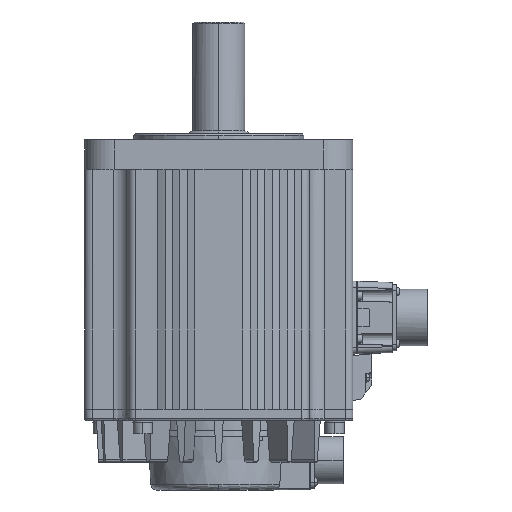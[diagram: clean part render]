
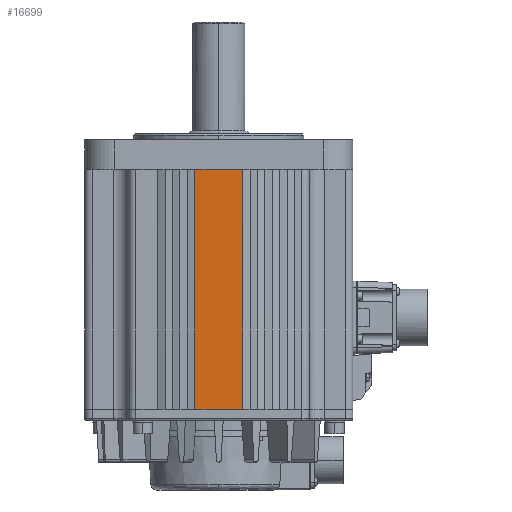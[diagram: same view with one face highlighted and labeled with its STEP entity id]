
A CAD part, left-side view. The second image highlights one B-rep face of the part: STEP entity #16699.
In plain terms, the highlighted planar face has unit normal (-1, 0, 0).
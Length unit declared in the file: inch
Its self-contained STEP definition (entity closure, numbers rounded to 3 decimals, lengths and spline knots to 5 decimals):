
#107 = CARTESIAN_POINT ( 'NONE',  ( -3.54331, -0.62992, -3.22441 ) ) ;
#1141 = ORIENTED_EDGE ( 'NONE', *, *, #1972, .T. ) ;
#1972 = EDGE_CURVE ( 'NONE', #4006, #7784, #21427, .T. ) ;
#2299 = EDGE_CURVE ( 'NONE', #18952, #24526, #9332, .T. ) ;
#2456 = DIRECTION ( 'NONE',  ( 0., 1., 0. ) ) ;
#3704 = VECTOR ( 'NONE', #13831, 39.37008 ) ;
#4006 = VERTEX_POINT ( 'NONE', #7265 ) ;
#4018 = LINE ( 'NONE', #29776, #3704 ) ;
#4427 = ORIENTED_EDGE ( 'NONE', *, *, #26150, .F. ) ;
#5384 = CARTESIAN_POINT ( 'NONE',  ( -3.54331, 0.62992, -3.22441 ) ) ;
#7265 = CARTESIAN_POINT ( 'NONE',  ( -3.54331, -0.62992, 3.1063 ) ) ;
#7499 = CARTESIAN_POINT ( 'NONE',  ( -3.54331, 0., 3.1063 ) ) ;
#7784 = VERTEX_POINT ( 'NONE', #24386 ) ;
#7858 = FACE_OUTER_BOUND ( 'NONE', #8425, .T. ) ;
#8316 = DIRECTION ( 'NONE',  ( 0., 0., -1. ) ) ;
#8425 = EDGE_LOOP ( 'NONE', ( #1141, #4427, #29943, #8431 ) ) ;
#8431 = ORIENTED_EDGE ( 'NONE', *, *, #12503, .F. ) ;
#9332 = LINE ( 'NONE', #107, #15296 ) ;
#11536 = CARTESIAN_POINT ( 'NONE',  ( -3.54331, 0.62992, -0.05905 ) ) ;
#12375 = VECTOR ( 'NONE', #2456, 39.37008 ) ;
#12503 = EDGE_CURVE ( 'NONE', #4006, #18952, #4018, .T. ) ;
#13829 = LINE ( 'NONE', #11536, #16068 ) ;
#13831 = DIRECTION ( 'NONE',  ( 0., 0., -1. ) ) ;
#14910 = AXIS2_PLACEMENT_3D ( 'NONE', #17340, #17190, #8316 ) ;
#15296 = VECTOR ( 'NONE', #20964, 39.37008 ) ;
#16068 = VECTOR ( 'NONE', #20867, 39.37008 ) ;
#16699 = ADVANCED_FACE ( 'NONE', ( #7858 ), #17495, .F. ) ;
#17190 = DIRECTION ( 'NONE',  ( 1., 0., 0. ) ) ;
#17340 = CARTESIAN_POINT ( 'NONE',  ( -3.54331, 0., -0.05905 ) ) ;
#17495 = PLANE ( 'NONE',  #14910 ) ;
#18952 = VERTEX_POINT ( 'NONE', #30240 ) ;
#20867 = DIRECTION ( 'NONE',  ( 0., 0., 1. ) ) ;
#20964 = DIRECTION ( 'NONE',  ( 0., 1., 0. ) ) ;
#21427 = LINE ( 'NONE', #7499, #12375 ) ;
#24386 = CARTESIAN_POINT ( 'NONE',  ( -3.54331, 0.62992, 3.1063 ) ) ;
#24526 = VERTEX_POINT ( 'NONE', #5384 ) ;
#26150 = EDGE_CURVE ( 'NONE', #24526, #7784, #13829, .T. ) ;
#29776 = CARTESIAN_POINT ( 'NONE',  ( -3.54331, -0.62992, -0.05905 ) ) ;
#29943 = ORIENTED_EDGE ( 'NONE', *, *, #2299, .F. ) ;
#30240 = CARTESIAN_POINT ( 'NONE',  ( -3.54331, -0.62992, -3.22441 ) ) ;
